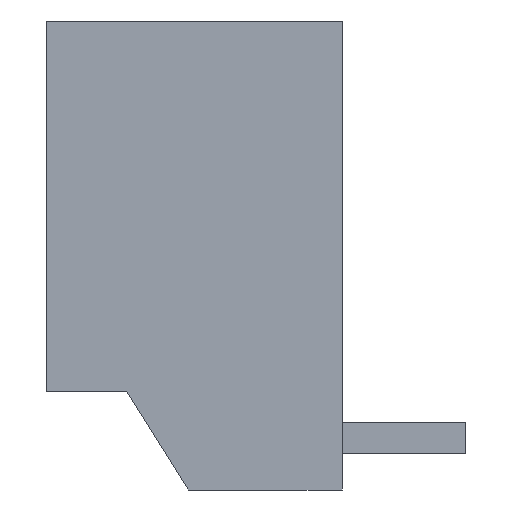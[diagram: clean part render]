
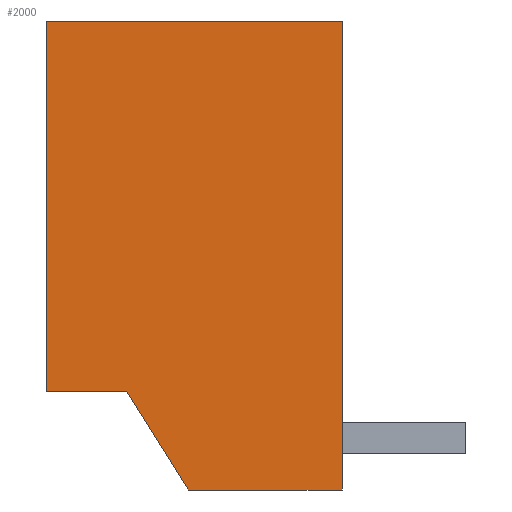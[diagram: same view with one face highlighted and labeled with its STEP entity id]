
A CAD part, left-side view. The second image highlights one B-rep face of the part: STEP entity #2000.
In plain terms, the highlighted planar face has unit normal (-1, 0, 0).
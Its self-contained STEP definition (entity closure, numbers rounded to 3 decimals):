
#21 = LINE ( 'NONE', #1611, #2484 ) ;
#45 = ORIENTED_EDGE ( 'NONE', *, *, #2252, .T. ) ;
#172 = DIRECTION ( 'NONE',  ( 0., 0., -1. ) ) ;
#178 = CARTESIAN_POINT ( 'NONE',  ( -5.95, -2.4, 6. ) ) ;
#187 = VERTEX_POINT ( 'NONE', #2391 ) ;
#232 = DIRECTION ( 'NONE',  ( 0., 0., -1. ) ) ;
#357 = CARTESIAN_POINT ( 'NONE',  ( -5.95, 1.1, 0. ) ) ;
#426 = VECTOR ( 'NONE', #2825, 1000. ) ;
#447 = FACE_OUTER_BOUND ( 'NONE', #1669, .T. ) ;
#732 = LINE ( 'NONE', #2947, #1326 ) ;
#767 = VERTEX_POINT ( 'NONE', #357 ) ;
#809 = CARTESIAN_POINT ( 'NONE',  ( -5.95, 0.1, -1.6 ) ) ;
#816 = CARTESIAN_POINT ( 'NONE',  ( -5.95, 2.4, 6. ) ) ;
#943 = EDGE_CURVE ( 'NONE', #2658, #2532, #2694, .T. ) ;
#1114 = ORIENTED_EDGE ( 'NONE', *, *, #943, .T. ) ;
#1152 = VECTOR ( 'NONE', #1392, 1000. ) ;
#1177 = ORIENTED_EDGE ( 'NONE', *, *, #1331, .F. ) ;
#1194 = LINE ( 'NONE', #2040, #426 ) ;
#1229 = DIRECTION ( 'NONE',  ( 0., -1., 0. ) ) ;
#1278 = PLANE ( 'NONE',  #3246 ) ;
#1326 = VECTOR ( 'NONE', #1890, 1000. ) ;
#1331 = EDGE_CURVE ( 'NONE', #2228, #2865, #1194, .T. ) ;
#1392 = DIRECTION ( 'NONE',  ( 0., -0.53, -0.848 ) ) ;
#1420 = ORIENTED_EDGE ( 'NONE', *, *, #3104, .T. ) ;
#1579 = VECTOR ( 'NONE', #3154, 1000. ) ;
#1611 = CARTESIAN_POINT ( 'NONE',  ( -5.95, 2.4, 6. ) ) ;
#1669 = EDGE_LOOP ( 'NONE', ( #3375, #45, #1114, #2964, #1177, #1420 ) ) ;
#1720 = EDGE_CURVE ( 'NONE', #187, #767, #2559, .T. ) ;
#1890 = DIRECTION ( 'NONE',  ( 0., 0., -1. ) ) ;
#1962 = CARTESIAN_POINT ( 'NONE',  ( -5.95, 2.4, 0. ) ) ;
#1978 = VECTOR ( 'NONE', #1229, 1000. ) ;
#2000 = ADVANCED_FACE ( 'NONE', ( #447 ), #1278, .F. ) ;
#2040 = CARTESIAN_POINT ( 'NONE',  ( -5.95, 2.4, 6. ) ) ;
#2100 = CARTESIAN_POINT ( 'NONE',  ( -5.95, -2.4, -1.6 ) ) ;
#2228 = VERTEX_POINT ( 'NONE', #816 ) ;
#2252 = EDGE_CURVE ( 'NONE', #767, #2658, #2924, .T. ) ;
#2391 = CARTESIAN_POINT ( 'NONE',  ( -5.95, 2.4, 0. ) ) ;
#2484 = VECTOR ( 'NONE', #232, 1000. ) ;
#2532 = VERTEX_POINT ( 'NONE', #2100 ) ;
#2556 = CARTESIAN_POINT ( 'NONE',  ( -5.95, 2.4, 6. ) ) ;
#2559 = LINE ( 'NONE', #1962, #1978 ) ;
#2572 = DIRECTION ( 'NONE',  ( 1., 0., 0. ) ) ;
#2658 = VERTEX_POINT ( 'NONE', #809 ) ;
#2694 = LINE ( 'NONE', #2933, #1579 ) ;
#2706 = CARTESIAN_POINT ( 'NONE',  ( -5.95, 1.1, 0. ) ) ;
#2825 = DIRECTION ( 'NONE',  ( 0., -1., 0. ) ) ;
#2865 = VERTEX_POINT ( 'NONE', #178 ) ;
#2877 = EDGE_CURVE ( 'NONE', #2865, #2532, #732, .T. ) ;
#2924 = LINE ( 'NONE', #2706, #1152 ) ;
#2933 = CARTESIAN_POINT ( 'NONE',  ( -5.95, 0.1, -1.6 ) ) ;
#2947 = CARTESIAN_POINT ( 'NONE',  ( -5.95, -2.4, 6. ) ) ;
#2964 = ORIENTED_EDGE ( 'NONE', *, *, #2877, .F. ) ;
#3104 = EDGE_CURVE ( 'NONE', #2228, #187, #21, .T. ) ;
#3154 = DIRECTION ( 'NONE',  ( 0., -1., 0. ) ) ;
#3246 = AXIS2_PLACEMENT_3D ( 'NONE', #2556, #2572, #172 ) ;
#3375 = ORIENTED_EDGE ( 'NONE', *, *, #1720, .T. ) ;
